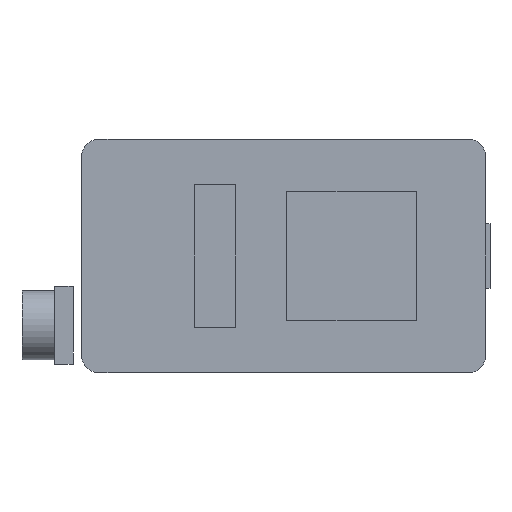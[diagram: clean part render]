
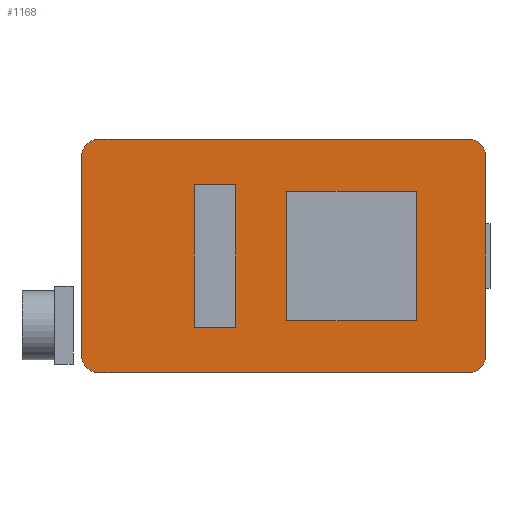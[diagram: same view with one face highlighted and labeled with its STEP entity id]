
A CAD part, front view. The second image highlights one B-rep face of the part: STEP entity #1168.
In plain terms, the highlighted planar face has unit normal (0, -1, 0).
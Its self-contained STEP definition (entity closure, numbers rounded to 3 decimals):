
#22=FACE_BOUND('',#176,.T.);
#23=FACE_BOUND('',#177,.T.);
#29=CIRCLE('',#1251,2.);
#31=CIRCLE('',#1255,2.);
#33=CIRCLE('',#1259,2.);
#35=CIRCLE('',#1263,2.);
#104=FACE_OUTER_BOUND('',#175,.T.);
#175=EDGE_LOOP('',(#1007,#1008,#1009,#1010,#1011,#1012,#1013,#1014));
#176=EDGE_LOOP('',(#1015,#1016,#1017,#1018));
#177=EDGE_LOOP('',(#1019,#1020,#1021,#1022));
#247=LINE('',#1713,#391);
#251=LINE('',#1721,#395);
#254=LINE('',#1727,#398);
#257=LINE('',#1732,#401);
#259=LINE('',#1738,#403);
#263=LINE('',#1746,#407);
#266=LINE('',#1752,#410);
#269=LINE('',#1757,#413);
#302=LINE('',#1839,#446);
#307=LINE('',#1852,#451);
#311=LINE('',#1864,#455);
#316=LINE('',#1876,#460);
#391=VECTOR('',#1392,10.);
#395=VECTOR('',#1398,10.);
#398=VECTOR('',#1403,10.);
#401=VECTOR('',#1408,10.);
#403=VECTOR('',#1414,10.);
#407=VECTOR('',#1420,10.);
#410=VECTOR('',#1425,10.);
#413=VECTOR('',#1430,10.);
#446=VECTOR('',#1507,10.);
#451=VECTOR('',#1520,10.);
#455=VECTOR('',#1532,10.);
#460=VECTOR('',#1545,10.);
#515=VERTEX_POINT('',#1711);
#516=VERTEX_POINT('',#1712);
#519=VERTEX_POINT('',#1720);
#521=VERTEX_POINT('',#1726);
#523=VERTEX_POINT('',#1736);
#524=VERTEX_POINT('',#1737);
#527=VERTEX_POINT('',#1745);
#529=VERTEX_POINT('',#1751);
#553=VERTEX_POINT('',#1829);
#554=VERTEX_POINT('',#1830);
#557=VERTEX_POINT('',#1838);
#559=VERTEX_POINT('',#1845);
#561=VERTEX_POINT('',#1851);
#563=VERTEX_POINT('',#1857);
#565=VERTEX_POINT('',#1863);
#567=VERTEX_POINT('',#1870);
#639=EDGE_CURVE('',#515,#516,#247,.T.);
#643=EDGE_CURVE('',#516,#519,#251,.T.);
#646=EDGE_CURVE('',#519,#521,#254,.T.);
#649=EDGE_CURVE('',#521,#515,#257,.T.);
#651=EDGE_CURVE('',#523,#524,#259,.T.);
#655=EDGE_CURVE('',#524,#527,#263,.T.);
#658=EDGE_CURVE('',#527,#529,#266,.T.);
#661=EDGE_CURVE('',#529,#523,#269,.T.);
#696=EDGE_CURVE('',#553,#554,#29,.T.);
#700=EDGE_CURVE('',#557,#553,#302,.T.);
#704=EDGE_CURVE('',#559,#557,#31,.T.);
#707=EDGE_CURVE('',#561,#559,#307,.T.);
#710=EDGE_CURVE('',#563,#561,#33,.T.);
#713=EDGE_CURVE('',#565,#563,#311,.T.);
#717=EDGE_CURVE('',#567,#565,#35,.T.);
#720=EDGE_CURVE('',#554,#567,#316,.T.);
#1007=ORIENTED_EDGE('',*,*,#720,.F.);
#1008=ORIENTED_EDGE('',*,*,#696,.F.);
#1009=ORIENTED_EDGE('',*,*,#700,.F.);
#1010=ORIENTED_EDGE('',*,*,#704,.F.);
#1011=ORIENTED_EDGE('',*,*,#707,.F.);
#1012=ORIENTED_EDGE('',*,*,#710,.F.);
#1013=ORIENTED_EDGE('',*,*,#713,.F.);
#1014=ORIENTED_EDGE('',*,*,#717,.F.);
#1015=ORIENTED_EDGE('',*,*,#639,.T.);
#1016=ORIENTED_EDGE('',*,*,#643,.T.);
#1017=ORIENTED_EDGE('',*,*,#646,.T.);
#1018=ORIENTED_EDGE('',*,*,#649,.T.);
#1019=ORIENTED_EDGE('',*,*,#651,.T.);
#1020=ORIENTED_EDGE('',*,*,#655,.T.);
#1021=ORIENTED_EDGE('',*,*,#658,.T.);
#1022=ORIENTED_EDGE('',*,*,#661,.T.);
#1103=PLANE('',#1267);
#1168=ADVANCED_FACE('',(#104,#22,#23),#1103,.T.);
#1251=AXIS2_PLACEMENT_3D('',#1831,#1499,#1500);
#1255=AXIS2_PLACEMENT_3D('',#1846,#1513,#1514);
#1259=AXIS2_PLACEMENT_3D('',#1858,#1525,#1526);
#1263=AXIS2_PLACEMENT_3D('',#1871,#1538,#1539);
#1267=AXIS2_PLACEMENT_3D('',#1879,#1549,#1550);
#1392=DIRECTION('',(0.,0.,1.));
#1398=DIRECTION('',(1.,0.,0.));
#1403=DIRECTION('',(0.,0.,-1.));
#1408=DIRECTION('',(-1.,0.,0.));
#1414=DIRECTION('',(0.,0.,1.));
#1420=DIRECTION('',(1.,0.,0.));
#1425=DIRECTION('',(0.,0.,-1.));
#1430=DIRECTION('',(-1.,0.,0.));
#1499=DIRECTION('center_axis',(0.,1.,0.));
#1500=DIRECTION('ref_axis',(-1.,0.,0.));
#1507=DIRECTION('',(0.,0.,1.));
#1513=DIRECTION('center_axis',(0.,1.,0.));
#1514=DIRECTION('ref_axis',(0.,0.,-1.));
#1520=DIRECTION('',(-1.,0.,0.));
#1525=DIRECTION('center_axis',(0.,1.,0.));
#1526=DIRECTION('ref_axis',(1.,0.,0.));
#1532=DIRECTION('',(0.,0.,-1.));
#1538=DIRECTION('center_axis',(0.,1.,0.));
#1539=DIRECTION('ref_axis',(0.,0.,1.));
#1545=DIRECTION('',(1.,0.,0.));
#1549=DIRECTION('center_axis',(0.,-1.,0.));
#1550=DIRECTION('ref_axis',(0.,0.,-1.));
#1711=CARTESIAN_POINT('',(-10.35,0.,-8.25));
#1712=CARTESIAN_POINT('',(-10.35,0.,8.25));
#1713=CARTESIAN_POINT('',(-10.35,0.,4.125));
#1720=CARTESIAN_POINT('',(-5.569,0.,8.25));
#1721=CARTESIAN_POINT('',(-2.784,0.,8.25));
#1726=CARTESIAN_POINT('',(-5.569,0.,-8.25));
#1727=CARTESIAN_POINT('',(-5.569,0.,-4.125));
#1732=CARTESIAN_POINT('',(-5.175,0.,-8.25));
#1736=CARTESIAN_POINT('',(0.35,0.,-7.5));
#1737=CARTESIAN_POINT('',(0.35,0.,7.5));
#1738=CARTESIAN_POINT('',(0.35,0.,3.75));
#1745=CARTESIAN_POINT('',(15.35,0.,7.5));
#1746=CARTESIAN_POINT('',(7.675,0.,7.5));
#1751=CARTESIAN_POINT('',(15.35,0.,-7.5));
#1752=CARTESIAN_POINT('',(15.35,0.,-3.75));
#1757=CARTESIAN_POINT('',(0.175,0.,-7.5));
#1829=CARTESIAN_POINT('',(-23.35,0.,11.5));
#1830=CARTESIAN_POINT('',(-21.35,0.,13.5));
#1831=CARTESIAN_POINT('Origin',(-21.35,0.,11.5));
#1838=CARTESIAN_POINT('',(-23.35,0.,-11.5));
#1839=CARTESIAN_POINT('',(-23.35,0.,-11.5));
#1845=CARTESIAN_POINT('',(-21.35,0.,-13.5));
#1846=CARTESIAN_POINT('Origin',(-21.35,0.,-11.5));
#1851=CARTESIAN_POINT('',(21.35,0.,-13.5));
#1852=CARTESIAN_POINT('',(21.35,0.,-13.5));
#1857=CARTESIAN_POINT('',(23.35,0.,-11.5));
#1858=CARTESIAN_POINT('Origin',(21.35,0.,-11.5));
#1863=CARTESIAN_POINT('',(23.35,0.,11.5));
#1864=CARTESIAN_POINT('',(23.35,0.,11.5));
#1870=CARTESIAN_POINT('',(21.35,0.,13.5));
#1871=CARTESIAN_POINT('Origin',(21.35,0.,11.5));
#1876=CARTESIAN_POINT('',(-21.35,0.,13.5));
#1879=CARTESIAN_POINT('Origin',(0.,0.,0.));
